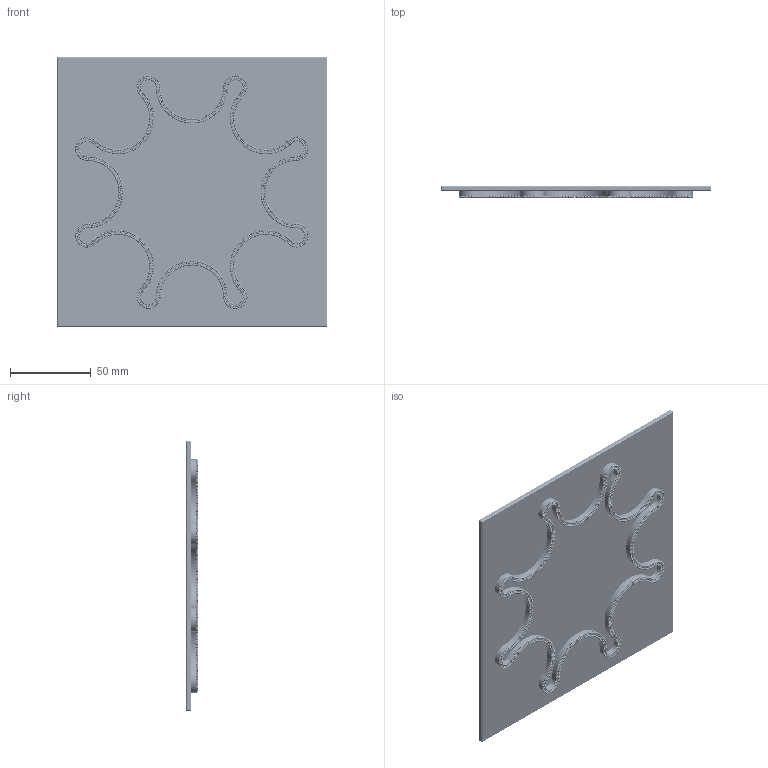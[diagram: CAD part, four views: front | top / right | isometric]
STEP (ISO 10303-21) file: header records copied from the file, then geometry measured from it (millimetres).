
FILE_DESCRIPTION(('FreeCAD Model'),'2;1');
FILE_NAME('Open CASCADE Shape Model','2025-04-27T22:07:24',('FreeCAD'),( 'FreeCAD'),'Open CASCADE STEP processor 7.6','FreeCAD','Unknown');
FILE_SCHEMA(('AUTOMOTIVE_DESIGN { 1 0 10303 214 1 1 1 1 }'));
Products named in the file (1): Open CASCADE STEP translator 7.6 1
Bounding box: 167.19 x 7 x 167.19 mm (x, y, z)
Volume: 84616.8 mm3; surface area: 73383.9 mm2
Topology: 1437 solids, 4292 shells, 5843 faces, 23160 edges, 13051 vertices
Faces by surface type: sphere 5719, bspline 97, plane 27
Entity records: 198091 total; most frequent: CARTESIAN_POINT 67743, DIRECTION 30671, ORIENTED_EDGE 17672, AXIS2_PLACEMENT_3D 15269, EDGE_CURVE 11700, VERTEX_POINT 11578, CIRCLE 9522, FACE_BOUND 5844
